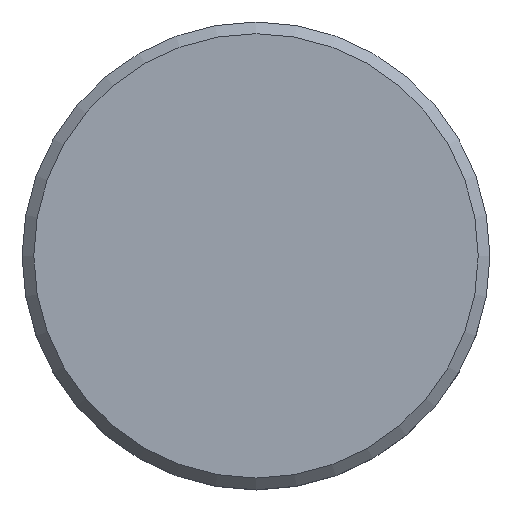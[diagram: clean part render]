
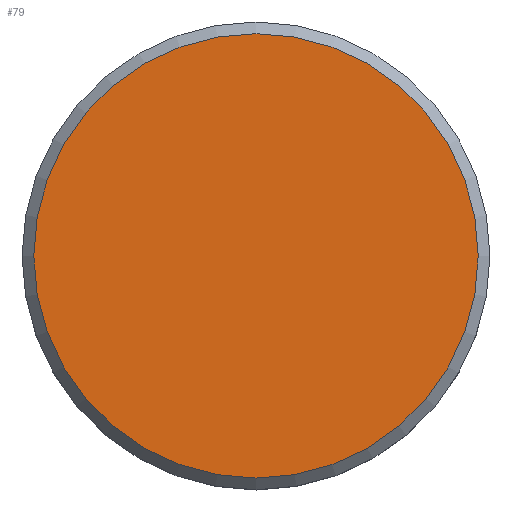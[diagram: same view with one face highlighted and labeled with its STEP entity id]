
A CAD part, top view. The second image highlights one B-rep face of the part: STEP entity #79.
In plain terms, the highlighted planar face has unit normal (0, 0, 1).
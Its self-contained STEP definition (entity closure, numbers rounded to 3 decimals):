
#16=PLANE('',#104);
#22=FACE_OUTER_BOUND('',#27,.T.);
#27=EDGE_LOOP('',(#72));
#39=CIRCLE('',#103,4.75);
#45=VERTEX_POINT('',#149);
#53=EDGE_CURVE('',#45,#45,#39,.T.);
#72=ORIENTED_EDGE('',*,*,#53,.F.);
#79=ADVANCED_FACE('',(#22),#16,.T.);
#103=AXIS2_PLACEMENT_3D('',#150,#127,#128);
#104=AXIS2_PLACEMENT_3D('',#152,#130,#131);
#127=DIRECTION('center_axis',(0.,0.,-1.));
#128=DIRECTION('ref_axis',(-1.,0.,0.));
#130=DIRECTION('center_axis',(0.,0.,1.));
#131=DIRECTION('ref_axis',(1.,0.,0.));
#149=CARTESIAN_POINT('',(4.75,0.,3.));
#150=CARTESIAN_POINT('Origin',(0.,0.,3.));
#152=CARTESIAN_POINT('Origin',(0.,0.,3.));
